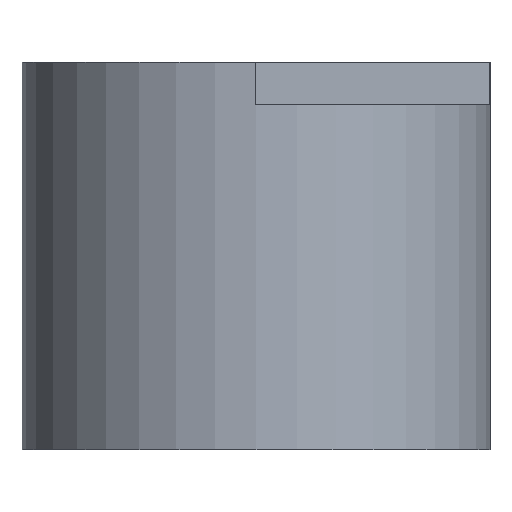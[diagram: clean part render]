
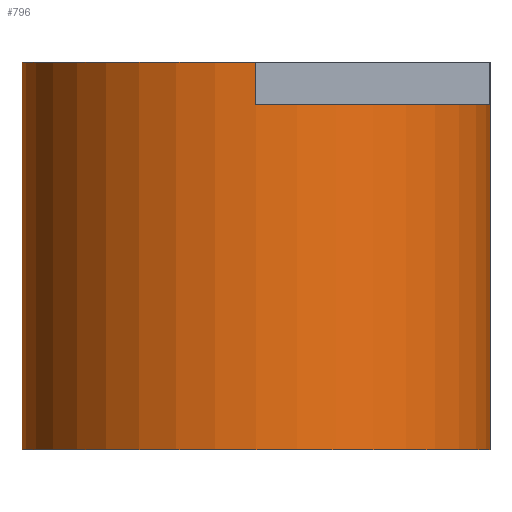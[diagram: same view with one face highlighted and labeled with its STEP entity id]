
A CAD part, left-side view. The second image highlights one B-rep face of the part: STEP entity #796.
In plain terms, the highlighted cylindrical face has radius 11 mm (diameter 22 mm), a partial arc.
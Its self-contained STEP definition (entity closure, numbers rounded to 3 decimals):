
#59=FACE_OUTER_BOUND('',#102,.T.);
#102=EDGE_LOOP('',(#611,#612,#613,#614,#615,#616));
#189=CIRCLE('',#858,11.);
#190=CIRCLE('',#860,11.);
#191=CIRCLE('',#861,11.);
#227=LINE('',#2505,#270);
#230=LINE('',#2515,#273);
#231=LINE('',#2518,#274);
#270=VECTOR('',#979,10.);
#273=VECTOR('',#990,10.);
#274=VECTOR('',#993,10.);
#350=VERTEX_POINT('',#2501);
#352=VERTEX_POINT('',#2504);
#353=VERTEX_POINT('',#2506);
#354=VERTEX_POINT('',#2512);
#355=VERTEX_POINT('',#2514);
#356=VERTEX_POINT('',#2516);
#458=EDGE_CURVE('',#352,#350,#227,.T.);
#461=EDGE_CURVE('',#353,#352,#189,.T.);
#462=EDGE_CURVE('',#354,#350,#190,.T.);
#463=EDGE_CURVE('',#355,#354,#230,.T.);
#464=EDGE_CURVE('',#355,#356,#191,.T.);
#465=EDGE_CURVE('',#356,#353,#231,.T.);
#611=ORIENTED_EDGE('',*,*,#461,.T.);
#612=ORIENTED_EDGE('',*,*,#458,.T.);
#613=ORIENTED_EDGE('',*,*,#462,.F.);
#614=ORIENTED_EDGE('',*,*,#463,.F.);
#615=ORIENTED_EDGE('',*,*,#464,.T.);
#616=ORIENTED_EDGE('',*,*,#465,.T.);
#759=CYLINDRICAL_SURFACE('',#859,11.);
#796=ADVANCED_FACE('',(#59),#759,.T.);
#858=AXIS2_PLACEMENT_3D('',#2510,#984,#985);
#859=AXIS2_PLACEMENT_3D('',#2511,#986,#987);
#860=AXIS2_PLACEMENT_3D('',#2513,#988,#989);
#861=AXIS2_PLACEMENT_3D('',#2517,#991,#992);
#979=DIRECTION('',(0.,0.,1.));
#984=DIRECTION('center_axis',(0.,0.,-1.));
#985=DIRECTION('ref_axis',(0.,1.,0.));
#986=DIRECTION('center_axis',(0.,0.,1.));
#987=DIRECTION('ref_axis',(0.,1.,0.));
#988=DIRECTION('center_axis',(0.,0.,1.));
#989=DIRECTION('ref_axis',(0.,1.,0.));
#990=DIRECTION('',(0.,0.,1.));
#991=DIRECTION('center_axis',(0.,0.,1.));
#992=DIRECTION('ref_axis',(0.,1.,0.));
#993=DIRECTION('',(0.,0.,1.));
#2501=CARTESIAN_POINT('',(-36.,0.,18.2));
#2504=CARTESIAN_POINT('',(-36.,0.,16.2));
#2505=CARTESIAN_POINT('',(-36.,0.,0.));
#2506=CARTESIAN_POINT('',(-25.,-11.,16.2));
#2510=CARTESIAN_POINT('Origin',(-25.,0.,16.2));
#2511=CARTESIAN_POINT('Origin',(-25.,0.,0.));
#2512=CARTESIAN_POINT('',(-25.,11.,18.2));
#2513=CARTESIAN_POINT('Origin',(-25.,0.,18.2));
#2514=CARTESIAN_POINT('',(-25.,11.,0.));
#2515=CARTESIAN_POINT('',(-25.,11.,0.));
#2516=CARTESIAN_POINT('',(-25.,-11.,0.));
#2517=CARTESIAN_POINT('Origin',(-25.,0.,0.));
#2518=CARTESIAN_POINT('',(-25.,-11.,0.));
